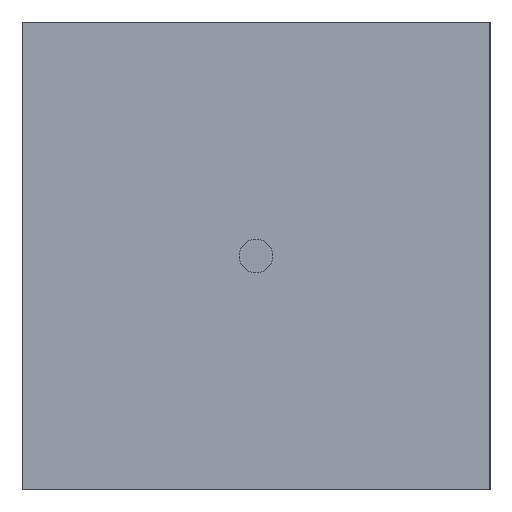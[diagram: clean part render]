
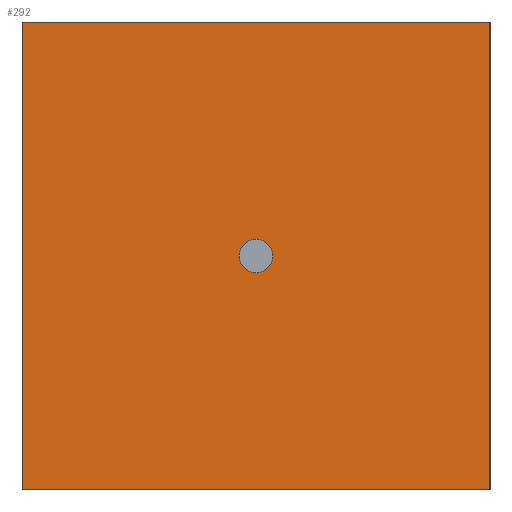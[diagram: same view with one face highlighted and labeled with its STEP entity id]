
A CAD part, left-side view. The second image highlights one B-rep face of the part: STEP entity #292.
In plain terms, the highlighted planar face has unit normal (-1, 0, 0).
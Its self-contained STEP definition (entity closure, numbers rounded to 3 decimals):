
#2 = CARTESIAN_POINT ( 'NONE',  ( -23.81, 6.35, 6.35 ) ) ;
#18 = CARTESIAN_POINT ( 'NONE',  ( -23.81, -6.35, -6.35 ) ) ;
#19 = DIRECTION ( 'NONE',  ( 0., -1., 0. ) ) ;
#20 = DIRECTION ( 'NONE',  ( 0., 0., -1. ) ) ;
#21 = CARTESIAN_POINT ( 'NONE',  ( -23.81, -6.35, 6.35 ) ) ;
#22 = DIRECTION ( 'NONE',  ( 0., -1., 0. ) ) ;
#25 = CARTESIAN_POINT ( 'NONE',  ( -23.81, 6.35, 6.35 ) ) ;
#26 = CARTESIAN_POINT ( 'NONE',  ( -23.81, 0., -0.457 ) ) ;
#32 = CARTESIAN_POINT ( 'NONE',  ( -23.81, 0., 0.457 ) ) ;
#34 = DIRECTION ( 'NONE',  ( 0., 0., -1. ) ) ;
#38 = EDGE_CURVE ( 'NONE', #333, #334, #332, .T. ) ;
#40 = AXIS2_PLACEMENT_3D ( 'NONE', #71, #250, #251 ) ;
#71 = CARTESIAN_POINT ( 'NONE',  ( -23.81, 0., 0. ) ) ;
#81 = LINE ( 'NONE', #25, #84 ) ;
#84 = VECTOR ( 'NONE', #34, 1000. ) ;
#85 = CIRCLE ( 'NONE', #153, 0.457 ) ;
#116 = CARTESIAN_POINT ( 'NONE',  ( -23.81, 0., 0. ) ) ;
#117 = DIRECTION ( 'NONE',  ( 1., 0., 0. ) ) ;
#118 = DIRECTION ( 'NONE',  ( 0., 0., -1. ) ) ;
#137 = DIRECTION ( 'NONE',  ( 1., 0., 0. ) ) ;
#140 = CARTESIAN_POINT ( 'NONE',  ( -23.81, -6.35, 6.35 ) ) ;
#142 = PLANE ( 'NONE',  #150 ) ;
#144 = DIRECTION ( 'NONE',  ( 0., 0., -1. ) ) ;
#150 = AXIS2_PLACEMENT_3D ( 'NONE', #140, #137, #144 ) ;
#153 = AXIS2_PLACEMENT_3D ( 'NONE', #116, #117, #118 ) ;
#157 = EDGE_LOOP ( 'NONE', ( #224, #221 ) ) ;
#161 = VERTEX_POINT ( 'NONE', #349 ) ;
#163 = VERTEX_POINT ( 'NONE', #344 ) ;
#165 = VERTEX_POINT ( 'NONE', #2 ) ;
#166 = VERTEX_POINT ( 'NONE', #351 ) ;
#192 = EDGE_LOOP ( 'NONE', ( #216, #215, #214, #213 ) ) ;
#213 = ORIENTED_EDGE ( 'NONE', *, *, #361, .T. ) ;
#214 = ORIENTED_EDGE ( 'NONE', *, *, #272, .F. ) ;
#215 = ORIENTED_EDGE ( 'NONE', *, *, #271, .F. ) ;
#216 = ORIENTED_EDGE ( 'NONE', *, *, #270, .T. ) ;
#221 = ORIENTED_EDGE ( 'NONE', *, *, #360, .T. ) ;
#224 = ORIENTED_EDGE ( 'NONE', *, *, #38, .T. ) ;
#227 = FACE_OUTER_BOUND ( 'NONE', #192, .T. ) ;
#229 = FACE_BOUND ( 'NONE', #157, .T. ) ;
#250 = DIRECTION ( 'NONE',  ( 1., 0., 0. ) ) ;
#251 = DIRECTION ( 'NONE',  ( 0., 0., -1. ) ) ;
#270 = EDGE_CURVE ( 'NONE', #166, #161, #314, .T. ) ;
#271 = EDGE_CURVE ( 'NONE', #163, #161, #315, .T. ) ;
#272 = EDGE_CURVE ( 'NONE', #165, #163, #312, .T. ) ;
#292 = ADVANCED_FACE ( 'NONE', ( #229, #227 ), #142, .F. ) ;
#300 = CARTESIAN_POINT ( 'NONE',  ( -23.81, -6.35, 6.35 ) ) ;
#309 = VECTOR ( 'NONE', #22, 1000. ) ;
#311 = VECTOR ( 'NONE', #20, 1000. ) ;
#312 = LINE ( 'NONE', #21, #309 ) ;
#314 = LINE ( 'NONE', #18, #319 ) ;
#315 = LINE ( 'NONE', #300, #311 ) ;
#319 = VECTOR ( 'NONE', #19, 1000. ) ;
#332 = CIRCLE ( 'NONE', #40, 0.457 ) ;
#333 = VERTEX_POINT ( 'NONE', #26 ) ;
#334 = VERTEX_POINT ( 'NONE', #32 ) ;
#344 = CARTESIAN_POINT ( 'NONE',  ( -23.81, -6.35, 6.35 ) ) ;
#349 = CARTESIAN_POINT ( 'NONE',  ( -23.81, -6.35, -6.35 ) ) ;
#351 = CARTESIAN_POINT ( 'NONE',  ( -23.81, 6.35, -6.35 ) ) ;
#360 = EDGE_CURVE ( 'NONE', #334, #333, #85, .T. ) ;
#361 = EDGE_CURVE ( 'NONE', #165, #166, #81, .T. ) ;
